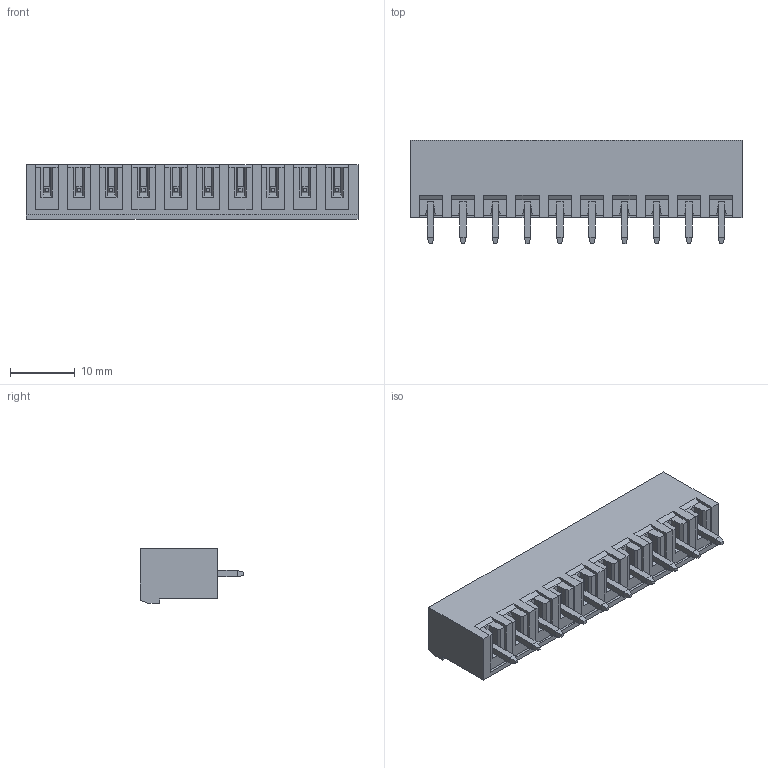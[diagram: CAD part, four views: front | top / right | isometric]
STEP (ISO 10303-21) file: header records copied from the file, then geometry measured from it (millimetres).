
FILE_DESCRIPTION(('FreeCAD Model'),'2;1');
FILE_NAME('Open CASCADE Shape Model','2024-11-04T12:47:07',(''),(''), 'Open CASCADE STEP processor 7.6','FreeCAD','Unknown');
FILE_SCHEMA(('AUTOMOTIVE_DESIGN { 1 0 10303 214 1 1 1 1 }'));
Length unit declared in the file: millimetre
Products named in the file (1): CUI_DEVICES_TBP04R2-500-10BE
Bounding box: 51.4 x 16 x 8.5 mm (x, y, z)
Volume: 2071.1 mm3; surface area: 4422.3 mm2
Topology: 1 solids, 1 shells, 731 faces, 1962 edges, 1243 vertices
Faces by surface type: plane 641, cone 60, cylinder 30
Entity records: 27586 total; most frequent: CARTESIAN_POINT 4277, ORIENTED_EDGE 3924, DIRECTION 3526, EDGE_CURVE 1962, LINE 1702, VECTOR 1702, VERTEX_POINT 1243, AXIS2_PLACEMENT_3D 912
